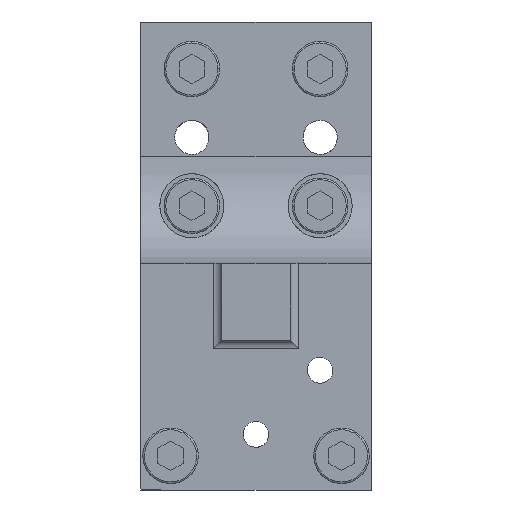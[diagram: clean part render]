
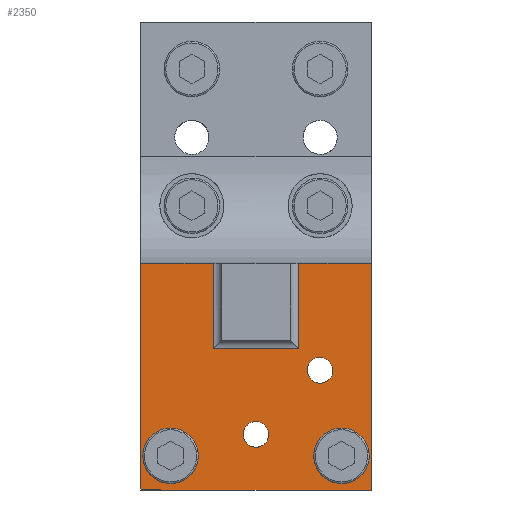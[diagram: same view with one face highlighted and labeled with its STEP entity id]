
A CAD part, front view. The second image highlights one B-rep face of the part: STEP entity #2350.
In plain terms, the highlighted planar face has unit normal (0, -1, 0).
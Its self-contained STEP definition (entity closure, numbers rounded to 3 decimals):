
#417=CARTESIAN_POINT('Vertex',(10.,-18.,5.)) ;
#420=CARTESIAN_POINT('Line Origine',(10.,-18.,-1.5)) ;
#424=CARTESIAN_POINT('Vertex',(10.,-18.,25.)) ;
#457=CARTESIAN_POINT('Vertex',(-10.,-18.,5.)) ;
#460=CARTESIAN_POINT('Line Origine',(0.,-18.,5.)) ;
#481=CARTESIAN_POINT('Vertex',(-10.,-18.,25.)) ;
#484=CARTESIAN_POINT('Line Origine',(-10.,-18.,-1.5)) ;
#501=CARTESIAN_POINT('Line Origine',(18.5,-18.,25.)) ;
#505=CARTESIAN_POINT('Vertex',(27.,-18.,25.)) ;
#526=CARTESIAN_POINT('Vertex',(-27.,-18.,25.)) ;
#529=CARTESIAN_POINT('Line Origine',(-18.5,-18.,25.)) ;
#820=CARTESIAN_POINT('Vertex',(2.633,-18.,-16.438)) ;
#824=CARTESIAN_POINT('Control Point',(-2.633,-18.,-13.562)) ;
#825=CARTESIAN_POINT('Control Point',(-2.181,-18.,-12.735)) ;
#826=CARTESIAN_POINT('Control Point',(-1.404,-18.,-12.085)) ;
#827=CARTESIAN_POINT('Control Point',(-0.393,-18.,-11.788)) ;
#828=CARTESIAN_POINT('Control Point',(1.616,-18.,-12.042)) ;
#829=CARTESIAN_POINT('Control Point',(2.915,-18.,-13.596)) ;
#830=CARTESIAN_POINT('Control Point',(3.212,-18.,-14.607)) ;
#831=CARTESIAN_POINT('Control Point',(3.085,-18.,-15.611)) ;
#832=CARTESIAN_POINT('Control Point',(2.633,-18.,-16.438)) ;
#833=CARTESIAN_POINT('Vertex',(-2.633,-18.,-13.562)) ;
#875=CARTESIAN_POINT('Axis2P3D Location',(0.,-18.,-15.)) ;
#918=CARTESIAN_POINT('Vertex',(-16.051,-18.,-22.157)) ;
#922=CARTESIAN_POINT('Control Point',(-23.949,-18.,-17.843)) ;
#923=CARTESIAN_POINT('Control Point',(-23.61,-18.,-17.222)) ;
#924=CARTESIAN_POINT('Control Point',(-23.15,-18.,-16.668)) ;
#925=CARTESIAN_POINT('Control Point',(-22.584,-18.,-16.213)) ;
#926=CARTESIAN_POINT('Control Point',(-21.306,-18.,-15.549)) ;
#927=CARTESIAN_POINT('Control Point',(-19.871,-18.,-15.417)) ;
#928=CARTESIAN_POINT('Control Point',(-19.15,-18.,-15.495)) ;
#929=CARTESIAN_POINT('Control Point',(-17.776,-18.,-15.929)) ;
#930=CARTESIAN_POINT('Control Point',(-16.668,-18.,-16.85)) ;
#931=CARTESIAN_POINT('Control Point',(-16.213,-18.,-17.416)) ;
#932=CARTESIAN_POINT('Control Point',(-15.549,-18.,-18.694)) ;
#933=CARTESIAN_POINT('Control Point',(-15.417,-18.,-20.129)) ;
#934=CARTESIAN_POINT('Control Point',(-15.495,-18.,-20.85)) ;
#935=CARTESIAN_POINT('Control Point',(-15.712,-18.,-21.537)) ;
#936=CARTESIAN_POINT('Control Point',(-16.051,-18.,-22.157)) ;
#937=CARTESIAN_POINT('Vertex',(-23.949,-18.,-17.843)) ;
#976=CARTESIAN_POINT('Axis2P3D Location',(-20.,-18.,-20.)) ;
#1004=CARTESIAN_POINT('Vertex',(23.949,-18.,-22.157)) ;
#1008=CARTESIAN_POINT('Control Point',(16.051,-18.,-17.843)) ;
#1009=CARTESIAN_POINT('Control Point',(16.39,-18.,-17.222)) ;
#1010=CARTESIAN_POINT('Control Point',(16.85,-18.,-16.668)) ;
#1011=CARTESIAN_POINT('Control Point',(17.416,-18.,-16.213)) ;
#1012=CARTESIAN_POINT('Control Point',(18.694,-18.,-15.549)) ;
#1013=CARTESIAN_POINT('Control Point',(20.129,-18.,-15.417)) ;
#1014=CARTESIAN_POINT('Control Point',(20.85,-18.,-15.495)) ;
#1015=CARTESIAN_POINT('Control Point',(22.224,-18.,-15.929)) ;
#1016=CARTESIAN_POINT('Control Point',(23.332,-18.,-16.85)) ;
#1017=CARTESIAN_POINT('Control Point',(23.787,-18.,-17.416)) ;
#1018=CARTESIAN_POINT('Control Point',(24.451,-18.,-18.694)) ;
#1019=CARTESIAN_POINT('Control Point',(24.583,-18.,-20.129)) ;
#1020=CARTESIAN_POINT('Control Point',(24.505,-18.,-20.85)) ;
#1021=CARTESIAN_POINT('Control Point',(24.288,-18.,-21.537)) ;
#1022=CARTESIAN_POINT('Control Point',(23.949,-18.,-22.157)) ;
#1023=CARTESIAN_POINT('Vertex',(16.051,-18.,-17.843)) ;
#1062=CARTESIAN_POINT('Axis2P3D Location',(20.,-18.,-20.)) ;
#1184=CARTESIAN_POINT('Vertex',(12.367,-18.,1.438)) ;
#1187=CARTESIAN_POINT('Axis2P3D Location',(15.,-18.,0.)) ;
#1191=CARTESIAN_POINT('Vertex',(17.633,-18.,-1.438)) ;
#1231=CARTESIAN_POINT('Control Point',(12.367,-18.,1.438)) ;
#1232=CARTESIAN_POINT('Control Point',(12.819,-18.,2.265)) ;
#1233=CARTESIAN_POINT('Control Point',(13.596,-18.,2.915)) ;
#1234=CARTESIAN_POINT('Control Point',(14.607,-18.,3.212)) ;
#1235=CARTESIAN_POINT('Control Point',(16.616,-18.,2.958)) ;
#1236=CARTESIAN_POINT('Control Point',(17.915,-18.,1.404)) ;
#1237=CARTESIAN_POINT('Control Point',(18.212,-18.,0.393)) ;
#1238=CARTESIAN_POINT('Control Point',(18.085,-18.,-0.611)) ;
#1239=CARTESIAN_POINT('Control Point',(17.633,-18.,-1.438)) ;
#2284=CARTESIAN_POINT('Vertex',(27.,-18.,-28.)) ;
#2287=CARTESIAN_POINT('Line Origine',(0.,-18.,-28.)) ;
#2291=CARTESIAN_POINT('Vertex',(-27.,-18.,-28.)) ;
#2309=CARTESIAN_POINT('Axis2P3D Location',(0.,-18.,-28.)) ;
#2314=CARTESIAN_POINT('Line Origine',(-27.,-18.,-1.5)) ;
#2319=CARTESIAN_POINT('Line Origine',(27.,-18.,-1.5)) ;
#421=DIRECTION('Vector Direction',(0.,0.,-1.)) ;
#461=DIRECTION('Vector Direction',(1.,0.,0.)) ;
#485=DIRECTION('Vector Direction',(0.,0.,1.)) ;
#502=DIRECTION('Vector Direction',(-1.,0.,0.)) ;
#530=DIRECTION('Vector Direction',(-1.,0.,0.)) ;
#876=DIRECTION('Axis2P3D Direction',(0.,1.,0.)) ;
#977=DIRECTION('Axis2P3D Direction',(0.,1.,0.)) ;
#1063=DIRECTION('Axis2P3D Direction',(0.,1.,0.)) ;
#1188=DIRECTION('Axis2P3D Direction',(0.,1.,0.)) ;
#2288=DIRECTION('Vector Direction',(1.,0.,0.)) ;
#2310=DIRECTION('Axis2P3D Direction',(0.,1.,0.)) ;
#2311=DIRECTION('Axis2P3D XDirection',(0.,0.,1.)) ;
#2315=DIRECTION('Vector Direction',(0.,0.,-1.)) ;
#2320=DIRECTION('Vector Direction',(0.,0.,1.)) ;
#877=AXIS2_PLACEMENT_3D('Circle Axis2P3D',#875,#876,$) ;
#978=AXIS2_PLACEMENT_3D('Circle Axis2P3D',#976,#977,$) ;
#1064=AXIS2_PLACEMENT_3D('Circle Axis2P3D',#1062,#1063,$) ;
#1189=AXIS2_PLACEMENT_3D('Circle Axis2P3D',#1187,#1188,$) ;
#2312=AXIS2_PLACEMENT_3D('Plane Axis2P3D',#2309,#2310,#2311) ;
#2325=ORIENTED_EDGE('',*,*,#464,.T.) ;
#2326=ORIENTED_EDGE('',*,*,#488,.F.) ;
#2327=ORIENTED_EDGE('',*,*,#533,.T.) ;
#2328=ORIENTED_EDGE('',*,*,#2318,.T.) ;
#2329=ORIENTED_EDGE('',*,*,#2293,.T.) ;
#2330=ORIENTED_EDGE('',*,*,#2323,.T.) ;
#2331=ORIENTED_EDGE('',*,*,#507,.T.) ;
#2332=ORIENTED_EDGE('',*,*,#426,.F.) ;
#2335=ORIENTED_EDGE('',*,*,#1240,.T.) ;
#2336=ORIENTED_EDGE('',*,*,#1193,.T.) ;
#2339=ORIENTED_EDGE('',*,*,#835,.T.) ;
#2340=ORIENTED_EDGE('',*,*,#879,.T.) ;
#2343=ORIENTED_EDGE('',*,*,#939,.T.) ;
#2344=ORIENTED_EDGE('',*,*,#980,.T.) ;
#2347=ORIENTED_EDGE('',*,*,#1025,.T.) ;
#2348=ORIENTED_EDGE('',*,*,#1066,.T.) ;
#2337=FACE_BOUND('',#2334,.T.) ;
#2341=FACE_BOUND('',#2338,.T.) ;
#2345=FACE_BOUND('',#2342,.T.) ;
#2349=FACE_BOUND('',#2346,.T.) ;
#422=VECTOR('Line Direction',#421,1.) ;
#462=VECTOR('Line Direction',#461,1.) ;
#486=VECTOR('Line Direction',#485,1.) ;
#503=VECTOR('Line Direction',#502,1.) ;
#531=VECTOR('Line Direction',#530,1.) ;
#2289=VECTOR('Line Direction',#2288,1.) ;
#2316=VECTOR('Line Direction',#2315,1.) ;
#2321=VECTOR('Line Direction',#2320,1.) ;
#2350=ADVANCED_FACE('PartBody',(#2333,#2337,#2341,#2345,#2349),#2313,.F.) ;
#823=B_SPLINE_CURVE_WITH_KNOTS('',5,(#824,#825,#826,#827,#828,#829,#830,#831,#832),.UNSPECIFIED.,.F.,.U.,(6,3,6),(-4.712,0.,4.712),.UNSPECIFIED.) ;
#921=B_SPLINE_CURVE_WITH_KNOTS('',5,(#922,#923,#924,#925,#926,#927,#928,#929,#930,#931,#932,#933,#934,#935,#936),.UNSPECIFIED.,.F.,.U.,(6,3,3,3,6),(-7.069,-3.534,0.,3.534,7.069),.UNSPECIFIED.) ;
#1007=B_SPLINE_CURVE_WITH_KNOTS('',5,(#1008,#1009,#1010,#1011,#1012,#1013,#1014,#1015,#1016,#1017,#1018,#1019,#1020,#1021,#1022),.UNSPECIFIED.,.F.,.U.,(6,3,3,3,6),(-7.069,-3.534,0.,3.534,7.069),.UNSPECIFIED.) ;
#1230=B_SPLINE_CURVE_WITH_KNOTS('',5,(#1231,#1232,#1233,#1234,#1235,#1236,#1237,#1238,#1239),.UNSPECIFIED.,.F.,.U.,(6,3,6),(-4.712,0.,4.712),.UNSPECIFIED.) ;
#878=CIRCLE('generated circle',#877,3.) ;
#979=CIRCLE('generated circle',#978,4.5) ;
#1065=CIRCLE('generated circle',#1064,4.5) ;
#1190=CIRCLE('generated circle',#1189,3.) ;
#426=EDGE_CURVE('',#418,#425,#423,.F.) ;
#464=EDGE_CURVE('',#418,#458,#463,.F.) ;
#488=EDGE_CURVE('',#482,#458,#487,.F.) ;
#507=EDGE_CURVE('',#506,#425,#504,.T.) ;
#533=EDGE_CURVE('',#482,#527,#532,.T.) ;
#835=EDGE_CURVE('',#834,#821,#823,.T.) ;
#879=EDGE_CURVE('',#821,#834,#878,.T.) ;
#939=EDGE_CURVE('',#938,#919,#921,.T.) ;
#980=EDGE_CURVE('',#919,#938,#979,.T.) ;
#1025=EDGE_CURVE('',#1024,#1005,#1007,.T.) ;
#1066=EDGE_CURVE('',#1005,#1024,#1065,.T.) ;
#1193=EDGE_CURVE('',#1192,#1185,#1190,.T.) ;
#1240=EDGE_CURVE('',#1185,#1192,#1230,.T.) ;
#2293=EDGE_CURVE('',#2292,#2285,#2290,.T.) ;
#2318=EDGE_CURVE('',#527,#2292,#2317,.T.) ;
#2323=EDGE_CURVE('',#2285,#506,#2322,.T.) ;
#2324=EDGE_LOOP('',(#2325,#2326,#2327,#2328,#2329,#2330,#2331,#2332)) ;
#2334=EDGE_LOOP('',(#2335,#2336)) ;
#2338=EDGE_LOOP('',(#2339,#2340)) ;
#2342=EDGE_LOOP('',(#2343,#2344)) ;
#2346=EDGE_LOOP('',(#2347,#2348)) ;
#2333=FACE_OUTER_BOUND('',#2324,.T.) ;
#423=LINE('Line',#420,#422) ;
#463=LINE('Line',#460,#462) ;
#487=LINE('Line',#484,#486) ;
#504=LINE('Line',#501,#503) ;
#532=LINE('Line',#529,#531) ;
#2290=LINE('Line',#2287,#2289) ;
#2317=LINE('Line',#2314,#2316) ;
#2322=LINE('Line',#2319,#2321) ;
#2313=PLANE('',#2312) ;
#418=VERTEX_POINT('',#417) ;
#425=VERTEX_POINT('',#424) ;
#458=VERTEX_POINT('',#457) ;
#482=VERTEX_POINT('',#481) ;
#506=VERTEX_POINT('',#505) ;
#527=VERTEX_POINT('',#526) ;
#821=VERTEX_POINT('',#820) ;
#834=VERTEX_POINT('',#833) ;
#919=VERTEX_POINT('',#918) ;
#938=VERTEX_POINT('',#937) ;
#1005=VERTEX_POINT('',#1004) ;
#1024=VERTEX_POINT('',#1023) ;
#1185=VERTEX_POINT('',#1184) ;
#1192=VERTEX_POINT('',#1191) ;
#2285=VERTEX_POINT('',#2284) ;
#2292=VERTEX_POINT('',#2291) ;
